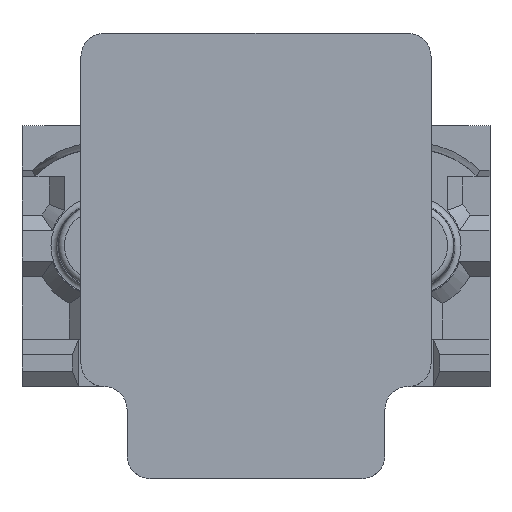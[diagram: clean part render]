
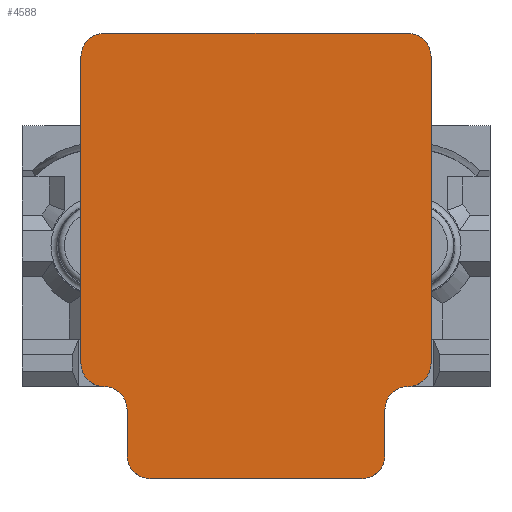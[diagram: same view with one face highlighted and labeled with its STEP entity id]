
A CAD part, top view. The second image highlights one B-rep face of the part: STEP entity #4588.
In plain terms, the highlighted planar face has unit normal (0, 0, 1).
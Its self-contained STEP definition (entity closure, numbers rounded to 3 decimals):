
#212=CIRCLE('',#4965,0.75);
#213=CIRCLE('',#4966,0.75);
#214=CIRCLE('',#4967,0.75);
#215=CIRCLE('',#4968,0.75);
#216=CIRCLE('',#4969,0.75);
#217=CIRCLE('',#4970,0.75);
#218=CIRCLE('',#4971,0.75);
#219=CIRCLE('',#4972,0.75);
#1390=ORIENTED_EDGE('',*,*,#2099,.F.);
#1391=ORIENTED_EDGE('',*,*,#2116,.T.);
#1392=ORIENTED_EDGE('',*,*,#2117,.T.);
#1393=ORIENTED_EDGE('',*,*,#2113,.F.);
#1394=ORIENTED_EDGE('',*,*,#2118,.T.);
#1395=ORIENTED_EDGE('',*,*,#2110,.F.);
#1396=ORIENTED_EDGE('',*,*,#2119,.T.);
#1397=ORIENTED_EDGE('',*,*,#2107,.F.);
#1398=ORIENTED_EDGE('',*,*,#2120,.T.);
#1399=ORIENTED_EDGE('',*,*,#2121,.T.);
#1400=ORIENTED_EDGE('',*,*,#2104,.F.);
#1401=ORIENTED_EDGE('',*,*,#2122,.T.);
#1402=ORIENTED_EDGE('',*,*,#2101,.F.);
#1403=ORIENTED_EDGE('',*,*,#2123,.T.);
#2099=EDGE_CURVE('',#2546,#2547,#3049,.T.);
#2101=EDGE_CURVE('',#2548,#2549,#3051,.T.);
#2104=EDGE_CURVE('',#2550,#2551,#3054,.T.);
#2107=EDGE_CURVE('',#2552,#2553,#3057,.T.);
#2110=EDGE_CURVE('',#2554,#2555,#3060,.T.);
#2113=EDGE_CURVE('',#2556,#2557,#3063,.T.);
#2116=EDGE_CURVE('',#2546,#2558,#212,.F.);
#2117=EDGE_CURVE('',#2558,#2557,#213,.T.);
#2118=EDGE_CURVE('',#2556,#2555,#214,.F.);
#2119=EDGE_CURVE('',#2554,#2553,#215,.F.);
#2120=EDGE_CURVE('',#2552,#2559,#216,.T.);
#2121=EDGE_CURVE('',#2559,#2551,#217,.F.);
#2122=EDGE_CURVE('',#2550,#2549,#218,.F.);
#2123=EDGE_CURVE('',#2548,#2547,#219,.F.);
#2546=VERTEX_POINT('',#7512);
#2547=VERTEX_POINT('',#7514);
#2548=VERTEX_POINT('',#7518);
#2549=VERTEX_POINT('',#7519);
#2550=VERTEX_POINT('',#7524);
#2551=VERTEX_POINT('',#7525);
#2552=VERTEX_POINT('',#7530);
#2553=VERTEX_POINT('',#7531);
#2554=VERTEX_POINT('',#7536);
#2555=VERTEX_POINT('',#7537);
#2556=VERTEX_POINT('',#7542);
#2557=VERTEX_POINT('',#7543);
#2558=VERTEX_POINT('',#7548);
#2559=VERTEX_POINT('',#7553);
#3049=LINE('',#7513,#3572);
#3051=LINE('',#7517,#3574);
#3054=LINE('',#7523,#3577);
#3057=LINE('',#7529,#3580);
#3060=LINE('',#7535,#3583);
#3063=LINE('',#7541,#3586);
#3572=VECTOR('',#6090,1000.);
#3574=VECTOR('',#6094,1000.);
#3577=VECTOR('',#6099,1000.);
#3580=VECTOR('',#6104,1000.);
#3583=VECTOR('',#6109,1000.);
#3586=VECTOR('',#6114,1000.);
#3868=EDGE_LOOP('',(#1390,#1391,#1392,#1393,#1394,#1395,#1396,#1397,#1398,
#1399,#1400,#1401,#1402,#1403));
#4142=FACE_BOUND('',#3868,.T.);
#4346=PLANE('',#4964);
#4588=ADVANCED_FACE('',(#4142),#4346,.F.);
#4964=AXIS2_PLACEMENT_3D('',#7546,#6117,#6118);
#4965=AXIS2_PLACEMENT_3D('',#7547,#6119,#6120);
#4966=AXIS2_PLACEMENT_3D('',#7549,#6121,#6122);
#4967=AXIS2_PLACEMENT_3D('',#7550,#6123,#6124);
#4968=AXIS2_PLACEMENT_3D('',#7551,#6125,#6126);
#4969=AXIS2_PLACEMENT_3D('',#7552,#6127,#6128);
#4970=AXIS2_PLACEMENT_3D('',#7554,#6129,#6130);
#4971=AXIS2_PLACEMENT_3D('',#7555,#6131,#6132);
#4972=AXIS2_PLACEMENT_3D('',#7556,#6133,#6134);
#6090=DIRECTION('',(0.,-1.,0.));
#6094=DIRECTION('',(-1.,0.,0.));
#6099=DIRECTION('',(0.,1.,0.));
#6104=DIRECTION('',(0.,1.,0.));
#6109=DIRECTION('',(1.,0.,0.));
#6114=DIRECTION('',(0.,-1.,0.));
#6117=DIRECTION('',(0.,0.,-1.));
#6118=DIRECTION('',(-1.,0.,0.));
#6119=DIRECTION('',(0.,0.,-1.));
#6120=DIRECTION('',(-1.,0.,0.));
#6121=DIRECTION('',(0.,0.,-1.));
#6122=DIRECTION('',(-1.,0.,0.));
#6123=DIRECTION('',(0.,0.,-1.));
#6124=DIRECTION('',(-1.,0.,0.));
#6125=DIRECTION('',(0.,0.,-1.));
#6126=DIRECTION('',(-1.,0.,0.));
#6127=DIRECTION('',(0.,0.,-1.));
#6128=DIRECTION('',(-1.,0.,0.));
#6129=DIRECTION('',(0.,0.,-1.));
#6130=DIRECTION('',(-1.,0.,0.));
#6131=DIRECTION('',(0.,0.,-1.));
#6132=DIRECTION('',(-1.,0.,0.));
#6133=DIRECTION('',(0.,0.,-1.));
#6134=DIRECTION('',(-1.,0.,0.));
#7512=CARTESIAN_POINT('',(5.7,5.,0.98));
#7513=CARTESIAN_POINT('',(5.7,5.75,0.98));
#7514=CARTESIAN_POINT('',(5.7,-5.,0.98));
#7517=CARTESIAN_POINT('',(5.7,-5.75,0.98));
#7518=CARTESIAN_POINT('',(4.95,-5.75,0.98));
#7519=CARTESIAN_POINT('',(-4.95,-5.75,0.98));
#7523=CARTESIAN_POINT('',(-5.7,-5.75,0.98));
#7524=CARTESIAN_POINT('',(-5.7,-5.,0.98));
#7525=CARTESIAN_POINT('',(-5.7,5.,0.98));
#7529=CARTESIAN_POINT('',(-4.2,8.75,0.98));
#7530=CARTESIAN_POINT('',(-4.2,6.5,0.98));
#7531=CARTESIAN_POINT('',(-4.2,8.,0.98));
#7535=CARTESIAN_POINT('',(4.2,8.75,0.98));
#7536=CARTESIAN_POINT('',(-3.45,8.75,0.98));
#7537=CARTESIAN_POINT('',(3.45,8.75,0.98));
#7541=CARTESIAN_POINT('',(4.2,5.75,0.98));
#7542=CARTESIAN_POINT('',(4.2,8.,0.98));
#7543=CARTESIAN_POINT('',(4.2,6.5,0.98));
#7546=CARTESIAN_POINT('',(0.,0.,0.98));
#7547=CARTESIAN_POINT('',(4.95,5.,0.98));
#7548=CARTESIAN_POINT('',(4.95,5.75,0.98));
#7549=CARTESIAN_POINT('',(4.95,6.5,0.98));
#7550=CARTESIAN_POINT('',(3.45,8.,0.98));
#7551=CARTESIAN_POINT('',(-3.45,8.,0.98));
#7552=CARTESIAN_POINT('',(-4.95,6.5,0.98));
#7553=CARTESIAN_POINT('',(-4.95,5.75,0.98));
#7554=CARTESIAN_POINT('',(-4.95,5.,0.98));
#7555=CARTESIAN_POINT('',(-4.95,-5.,0.98));
#7556=CARTESIAN_POINT('',(4.95,-5.,0.98));
